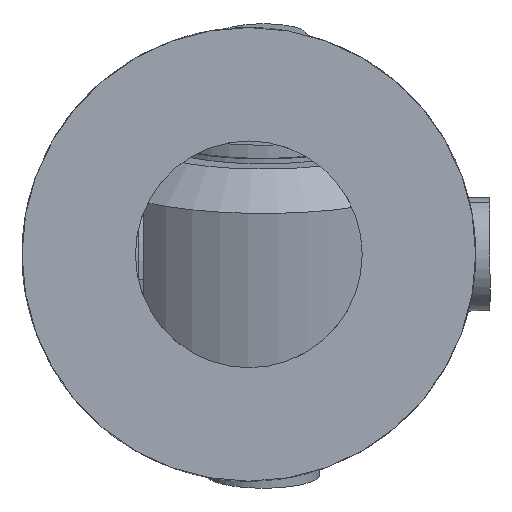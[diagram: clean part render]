
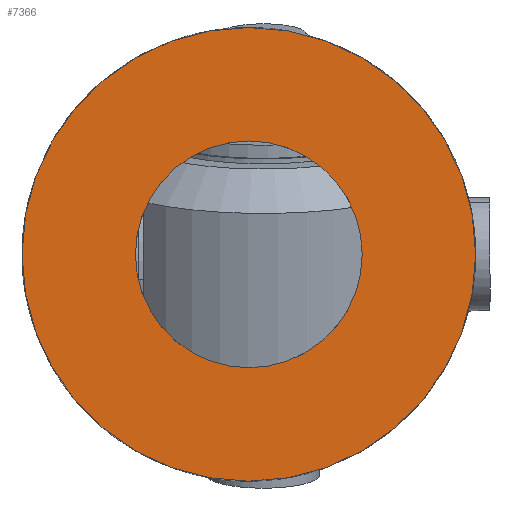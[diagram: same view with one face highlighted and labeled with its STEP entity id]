
A CAD part, left-side view. The second image highlights one B-rep face of the part: STEP entity #7366.
In plain terms, the highlighted face is planar.
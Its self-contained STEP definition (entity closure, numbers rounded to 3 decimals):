
#738=PLANE('',#12638);
#2618=VERTEX_POINT('',#11515);
#2650=VERTEX_POINT('',#11872);
#2988=CIRCLE('',#12616,0.4);
#2994=CIRCLE('',#12637,0.8);
#3928=EDGE_CURVE('',#2618,#2618,#2988,.T.);
#3974=EDGE_CURVE('',#2650,#2650,#2994,.T.);
#5933=ORIENTED_EDGE('',*,*,#3928,.T.);
#5934=ORIENTED_EDGE('',*,*,#3974,.F.);
#6441=EDGE_LOOP('',(#5933));
#6442=EDGE_LOOP('',(#5934));
#6949=FACE_BOUND('',#6441,.T.);
#6950=FACE_BOUND('',#6442,.T.);
#7366=ADVANCED_FACE('',(#6949,#6950),#738,.T.);
#9168=DIRECTION('',(0.,0.,-1.));
#9169=DIRECTION('',(0.4,0.,0.));
#9222=DIRECTION('',(0.,0.,-1.));
#9223=DIRECTION('',(0.8,0.,0.));
#9224=DIRECTION('',(0.,0.,1.));
#11514=CARTESIAN_POINT('',(0.,0.,2.));
#11515=CARTESIAN_POINT('',(-0.4,0.,2.));
#11871=CARTESIAN_POINT('',(0.,0.,2.));
#11872=CARTESIAN_POINT('',(0.8,0.,2.));
#11873=CARTESIAN_POINT('',(0.,0.,2.));
#12616=AXIS2_PLACEMENT_3D('',#11514,#9168,#9169);
#12637=AXIS2_PLACEMENT_3D('',#11871,#9222,#9223);
#12638=AXIS2_PLACEMENT_3D('',#11873,#9224,$);
